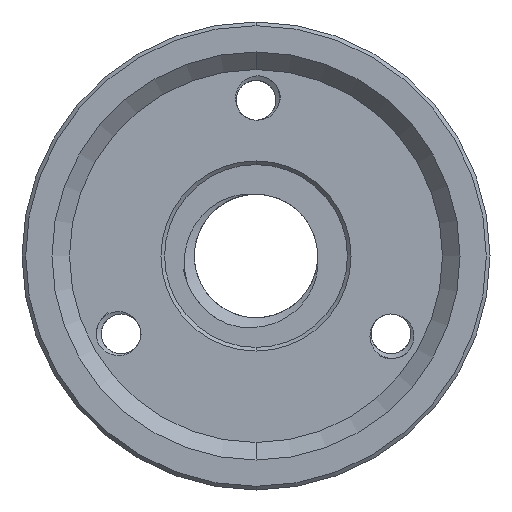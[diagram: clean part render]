
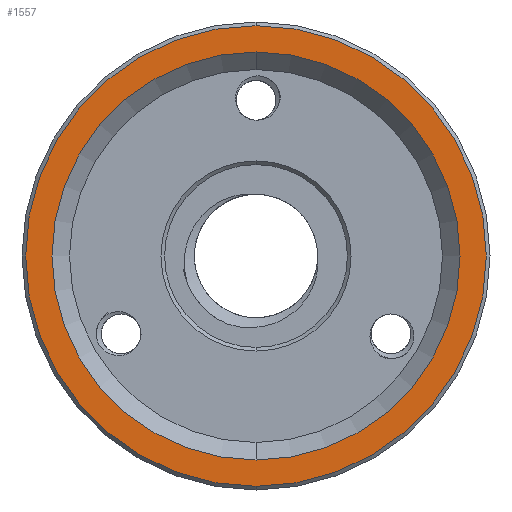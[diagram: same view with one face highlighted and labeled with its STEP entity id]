
A CAD part, front view. The second image highlights one B-rep face of the part: STEP entity #1557.
In plain terms, the highlighted planar face has unit normal (0, -1, 0).
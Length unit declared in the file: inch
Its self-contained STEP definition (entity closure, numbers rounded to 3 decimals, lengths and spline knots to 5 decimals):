
#46 = CARTESIAN_POINT ( 'NONE',  ( 0., -0.3125, 0. ) ) ;
#235 = EDGE_CURVE ( 'NONE', #10941, #8879, #2194, .T. ) ;
#1557 = ADVANCED_FACE ( 'NONE', ( #3969, #5697 ), #27435, .F. ) ;
#1592 = CARTESIAN_POINT ( 'NONE',  ( 0., -0.3125, 0. ) ) ;
#1715 = DIRECTION ( 'NONE',  ( 0., -1., 0. ) ) ;
#2194 = CIRCLE ( 'NONE', #27034, 0.6975 ) ;
#2428 = EDGE_CURVE ( 'NONE', #8879, #10941, #3672, .T. ) ;
#3156 = AXIS2_PLACEMENT_3D ( 'NONE', #46, #6534, #15459 ) ;
#3672 = CIRCLE ( 'NONE', #21699, 0.6975 ) ;
#3949 = AXIS2_PLACEMENT_3D ( 'NONE', #1592, #1715, #14481 ) ;
#3969 = FACE_BOUND ( 'NONE', #24098, .T. ) ;
#4771 = EDGE_CURVE ( 'NONE', #15518, #9677, #21558, .T. ) ;
#5649 = CARTESIAN_POINT ( 'NONE',  ( 0., -0.3125, -0.7875 ) ) ;
#5697 = FACE_OUTER_BOUND ( 'NONE', #15499, .T. ) ;
#5944 = CARTESIAN_POINT ( 'NONE',  ( 0., -0.3125, 0.7875 ) ) ;
#6534 = DIRECTION ( 'NONE',  ( 0., -1., 0. ) ) ;
#7665 = AXIS2_PLACEMENT_3D ( 'NONE', #10629, #23191, #12219 ) ;
#7777 = ORIENTED_EDGE ( 'NONE', *, *, #235, .T. ) ;
#8340 = DIRECTION ( 'NONE',  ( 0., 0., 1. ) ) ;
#8879 = VERTEX_POINT ( 'NONE', #27319 ) ;
#9677 = VERTEX_POINT ( 'NONE', #5649 ) ;
#10629 = CARTESIAN_POINT ( 'NONE',  ( 0., -0.3125, 0. ) ) ;
#10941 = VERTEX_POINT ( 'NONE', #13244 ) ;
#12219 = DIRECTION ( 'NONE',  ( 0., 0., 1. ) ) ;
#12968 = DIRECTION ( 'NONE',  ( 0., 1., 0. ) ) ;
#13244 = CARTESIAN_POINT ( 'NONE',  ( 0., -0.3125, -0.6975 ) ) ;
#13988 = ORIENTED_EDGE ( 'NONE', *, *, #4771, .T. ) ;
#14481 = DIRECTION ( 'NONE',  ( 0., 0., 1. ) ) ;
#15459 = DIRECTION ( 'NONE',  ( 0., 0., 1. ) ) ;
#15499 = EDGE_LOOP ( 'NONE', ( #13988, #25201 ) ) ;
#15518 = VERTEX_POINT ( 'NONE', #5944 ) ;
#17667 = ORIENTED_EDGE ( 'NONE', *, *, #2428, .T. ) ;
#18032 = CIRCLE ( 'NONE', #3156, 0.7875 ) ;
#19061 = CARTESIAN_POINT ( 'NONE',  ( 0., -0.3125, 0. ) ) ;
#19144 = CARTESIAN_POINT ( 'NONE',  ( 0., -0.3125, 0. ) ) ;
#21132 = DIRECTION ( 'NONE',  ( 0., 0., 1. ) ) ;
#21558 = CIRCLE ( 'NONE', #3949, 0.7875 ) ;
#21699 = AXIS2_PLACEMENT_3D ( 'NONE', #19061, #23602, #8340 ) ;
#23191 = DIRECTION ( 'NONE',  ( 0., 1., 0. ) ) ;
#23602 = DIRECTION ( 'NONE',  ( 0., 1., 0. ) ) ;
#24098 = EDGE_LOOP ( 'NONE', ( #7777, #17667 ) ) ;
#25201 = ORIENTED_EDGE ( 'NONE', *, *, #26396, .T. ) ;
#26396 = EDGE_CURVE ( 'NONE', #9677, #15518, #18032, .T. ) ;
#27034 = AXIS2_PLACEMENT_3D ( 'NONE', #19144, #12968, #21132 ) ;
#27319 = CARTESIAN_POINT ( 'NONE',  ( 0., -0.3125, 0.6975 ) ) ;
#27435 = PLANE ( 'NONE',  #7665 ) ;
